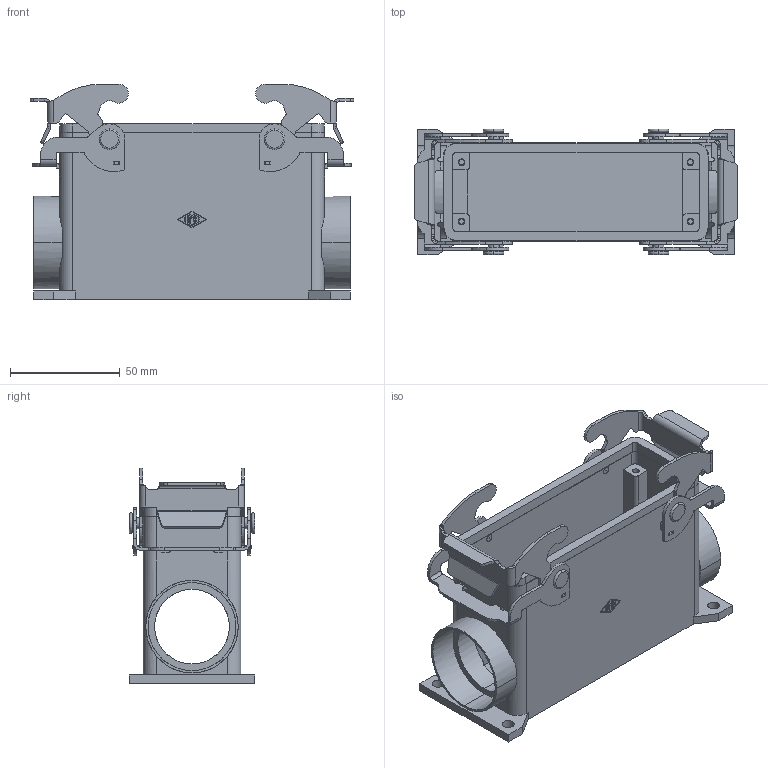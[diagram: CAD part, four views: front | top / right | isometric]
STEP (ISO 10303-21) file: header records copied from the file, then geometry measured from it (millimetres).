
FILE_DESCRIPTION(('Creo Elements/Direct Modeling STEP Export'),'2;1');
FILE_NAME('0ln7uvk49a710rn4008','2017-02-20T14:04:06',(''),(''),'PTC Creo Elements/Direct Modeling STEP processor for AP214 (Solid Model)','PTC Creo Elements/Direct Modeling 19.0E 27-Jun-2016 (C) Parametric Technology GmbH','');
FILE_SCHEMA(('AUTOMOTIVE_DESIGN { 1 0 10303 214 1 1 1 1 }'));
Length unit declared in the file: millimetre
Products named in the file (1): M7APE_24.240
Bounding box: 146.97 x 57 x 98 mm (x, y, z)
Volume: 141256 mm3; surface area: 83209.1 mm2
Topology: 1 solids, 1 shells, 615 faces, 1705 edges, 1122 vertices
Faces by surface type: plane 299, cylinder 272, bspline 28, torus 8, cone 8
Entity records: 31058 total; most frequent: CARTESIAN_POINT 10382, ORIENTED_EDGE 3394, DIRECTION 3197, EDGE_CURVE 1697, VERTEX_POINT 1122, AXIS2_PLACEMENT_3D 1073, VECTOR 1051, LINE 1051
